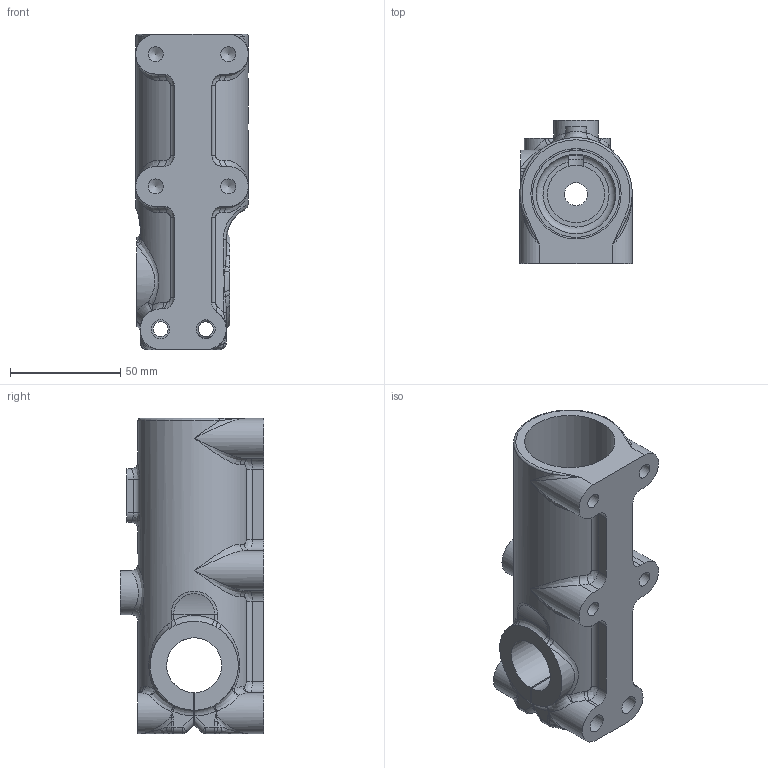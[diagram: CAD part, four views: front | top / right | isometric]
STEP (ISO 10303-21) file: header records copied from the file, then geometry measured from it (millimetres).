
FILE_DESCRIPTION(('STEP AP214'),'1');
FILE_NAME('support (Miroir).stp','2018-02-07T18:01:30',(' '),(' '),'Spatial InterOp 3D',' ',' ');
FILE_SCHEMA(('automotive_design'));
Length unit declared in the file: millimetre
Products named in the file (1): support (Miroir)
Bounding box: 51 x 65 x 143 mm (x, y, z)
Volume: 192201.5 mm3; surface area: 50136.6 mm2
Topology: 1 solids, 1 shells, 278 faces, 708 edges, 397 vertices
Faces by surface type: bspline 87, cylinder 83, plane 64, torus 22, sphere 16, cone 6
Full cylindrical faces by diameter (mm): 3 x1, 3.3 x2, 6.8 x6, 8.5 x2, 10.5 x1, 13 x1, 14 x1, 16 x1, 20 x1, 36 x1, 39.5 x1, 41 x3
Entity records: 24703 total; most frequent: CARTESIAN_POINT 16764, ORIENTED_EDGE 1242, DIRECTION 1061, EDGE_CURVE 621, AXIS2_PLACEMENT_3D 450, VERTEX_POINT 389, EDGE_LOOP 330, FACE_OUTER_BOUND 302
